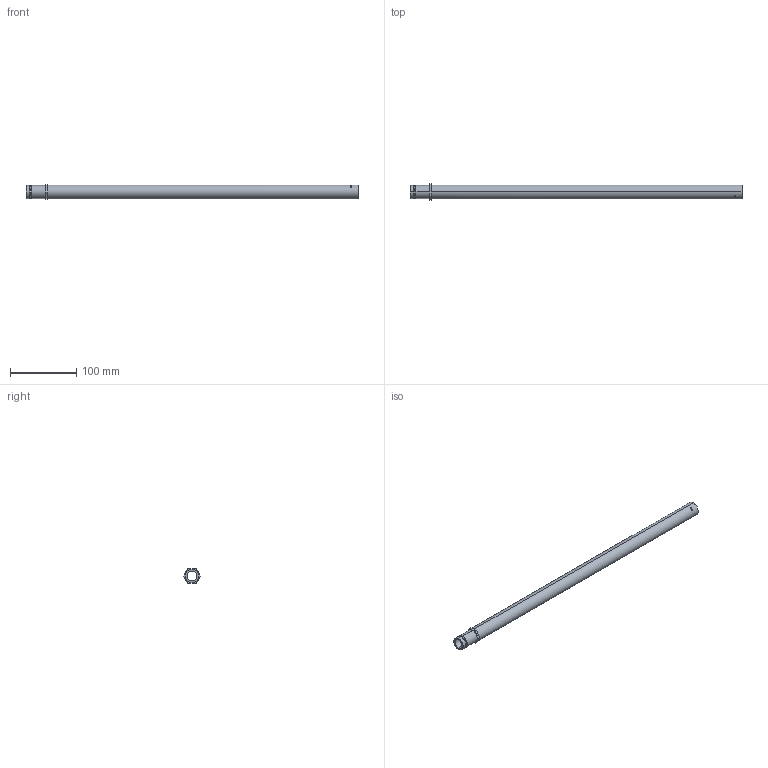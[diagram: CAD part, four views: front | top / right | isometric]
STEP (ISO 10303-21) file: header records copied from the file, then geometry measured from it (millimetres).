
FILE_DESCRIPTION (( 'STEP AP203' ), '1' );
FILE_NAME ('fc2b.STEP', '2022-09-20T13:01:41', ( '' ), ( '' ), 'SwSTEP 2.0', 'SolidWorks 2019', '' );
FILE_SCHEMA (( 'CONFIG_CONTROL_DESIGN' ));
Length unit declared in the file: millimetre
Products named in the file (1): fc2b
Bounding box: 500 x 25.4 x 22 mm (x, y, z)
Volume: 83802.2 mm3; surface area: 56974.8 mm2
Topology: 1 solids, 1 shells, 105 faces, 270 edges, 178 vertices
Faces by surface type: plane 42, bspline 42, cylinder 17, torus 4
Entity records: 5362 total; most frequent: CARTESIAN_POINT 3055, ORIENTED_EDGE 540, DIRECTION 324, EDGE_CURVE 270, VERTEX_POINT 178, B_SPLINE_CURVE_WITH_KNOTS 136, AXIS2_PLACEMENT_3D 126, EDGE_LOOP 118
